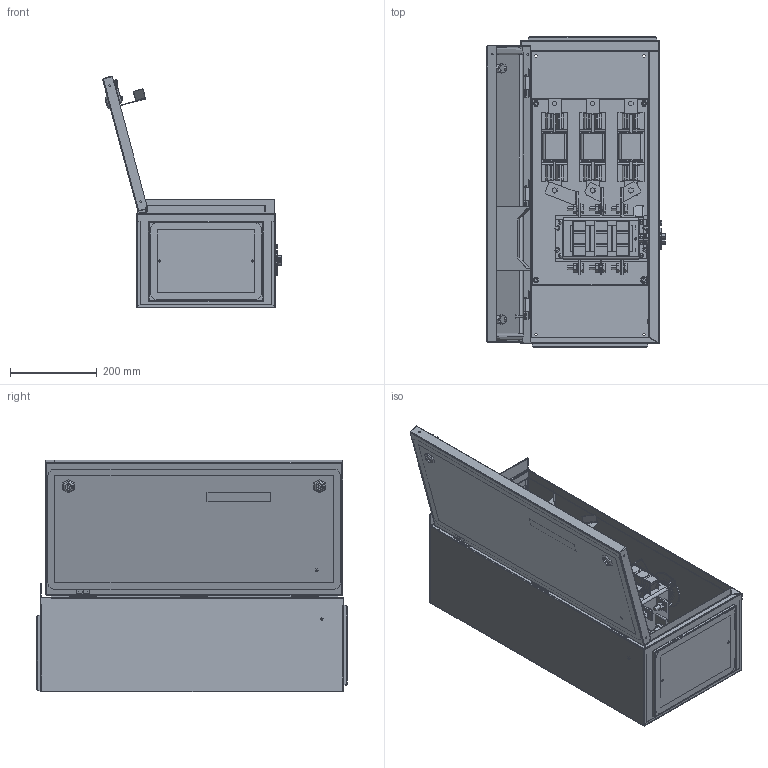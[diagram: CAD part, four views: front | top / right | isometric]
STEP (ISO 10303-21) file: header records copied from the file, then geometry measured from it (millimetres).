
FILE_DESCRIPTION (( 'STEP AP203' ), '1' );
FILE_NAME ('ÀÃÈÅ 314.00.000 Êîðïóñ ßÐÏ â ñáîðå 400À-2 íàïðàâëåíèÿ.STEP', '2022-02-09T13:30:43', ( '' ), ( '' ), 'SwSTEP 2.0', 'SolidWorks 2017', '' );
FILE_SCHEMA (( 'CONFIG_CONTROL_DESIGN' ));
Length unit declared in the file: millimetre
Products named in the file (158): Øïèëüêà Ì6õ20 (2010); hex flange nut_din; Øïèëüêà Ì6õ20 (2010)_˜¯¨«ìª  Œ10å25; 令腧 梦岩 7798 (镱腠); 盷謥羻僾鴀; IEK 705.024 (扻錝僝鍧); ﾘ琺矜 ﾃﾎﾑﾒ 6402-70; ﾘ琺矜 ﾃﾎﾑﾒ 6402-70_丐ｩ｡ 10; 凎賥縺 玿 膼槂-05; Ñàëüíèê ÈÝÊ èçì.2_IEK201.005 (ü5); ÀÃÈÅ 314.02.005 Øèíà Â_˜¨­  ‚-400€; 鰍-35, 37, 39 (1, 2, 3); ÀÃÈÅ 226.03.000 ÑÁ Áîêîâèíà â ñáîðå_-08; Ãàéêà ÃÎÑÒ 5915; Ðåçèíà ÏÐ íîâ; Øàéáà ÃÎÑÒ 11371_ä 6; ��-35, 37, 39 (1, 2, 3)_��-37 400� (������ 2); Çàêë¸ïêà âûòÿæíàÿ; DPP40-050 Ïëàâêàÿ âñòàâêà ïðåäîõðàíèòåëÿ ÏÏÍÈ-37, ãàáàðèò 2, 50À; Ãàéêà ÃÎÑÒ 5915_Œ 6; Áîëò ÃÎÑÒ 7798 (ïîëíûé)_M6x20 (è £ ªàã¯­ë©); Çàêë¸ïêà âûòÿæíàÿ_4.0å7 St_St (2.5 ¬¬); 烂扰 226.05.002 需沐朦; 烂扰 226.02.001 拟屦黖-05; 烂扰 226.03.001 令觐忤磬; ÀÃÈÅ 226.06.000 ÑÁ Êðûøêà ëþ÷êà â ñáîðå_-02; 烂扰 226.06.001 署赅 膻麝郷-02; 烂扰 226.02.005 鱼铍铌_-02; Ãàéêà ôëàíöåâàÿ ÃÎÑÒ 50592-93; ﾀﾃﾈﾅ 226.02.001 ﾄ粢; SRK31-211-400 Âûêëþ÷àòåëü-ðàçúåäèíèòåëü ÂÐ32È-37Â71250 400À IEK; IEK 705.021; ÀÃÈÅ 314.02.005 Øèíà Â; ÀÃÈÅ 226.00.001 Ïàíåëü ìîíòàæíàÿ; DPP50-100 Ïëàâêàÿ âñòàâêà ïðåäîõðàíèòåëÿ ÏÏÍÈ-39, ãàáàðèò 3, 100À; ������_���.1_���-400 �� ��� ���ࠢ����� ���. �; ﾘ琺矜 ﾃﾎﾑﾒ 11371; Ãàéêà ÃÎÑÒ 5915_Œ10; Çàêë¸ïêà âûòÿæíàÿ_4.8x8 (3,0 ... 4,0) (¯®¤ ¯¥â«î); ÀÃÈÅ 226.06.001 Êðûøêà ëþ÷êà ...
Assembly tree (116 placements, depth 5):
  Øïèëüêà Ì6õ20 (2010)
  hex flange nut_din
  令腧 梦岩 7798 (镱腠)
  盷謥羻僾鴀
  IEK 705.024 (扻錝僝鍧)
Bounding box: 412.55 x 717 x 535.22 mm (x, y, z)
Volume: 3885529.7 mm3; surface area: 3840085.1 mm2
Topology: 106 solids, 138 shells, 5877 faces, 15085 edges, 9721 vertices
Faces by surface type: plane 3311, cylinder 1872, bspline 298, cone 246, torus 126, sphere 24
Entity records: 146299 total; most frequent: CARTESIAN_POINT 27823, DIRECTION 21540, ORIENTED_EDGE 21522, EDGE_CURVE 10767, VECTOR 7238, LINE 7238, AXIS2_PLACEMENT_3D 7151, VERTEX_POINT 6967
